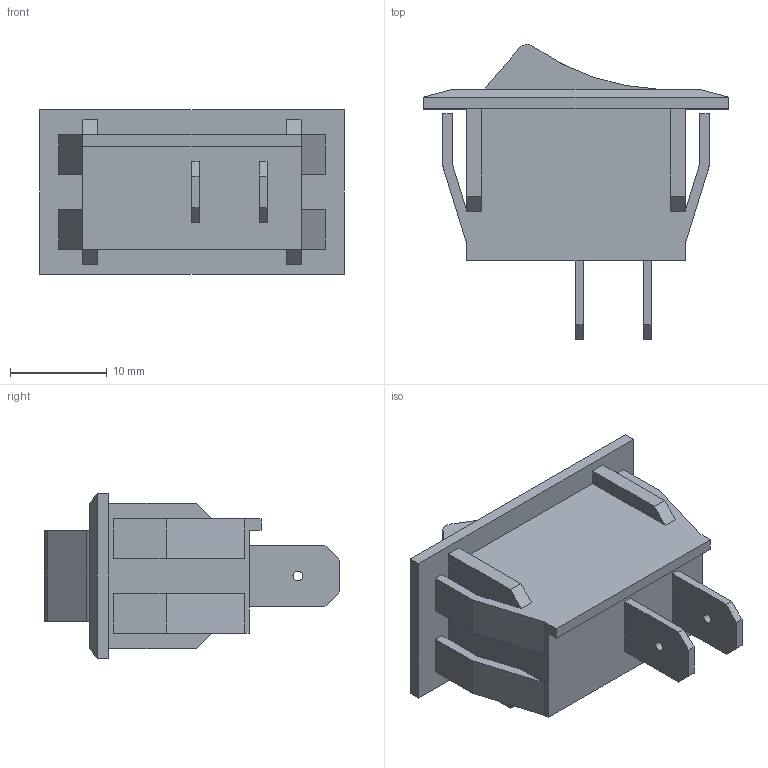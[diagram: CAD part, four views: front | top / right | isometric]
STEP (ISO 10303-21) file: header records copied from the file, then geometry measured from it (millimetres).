
FILE_DESCRIPTION (( 'STEP AP214' ), '1' );
FILE_NAME ('On_Off Switch.step', '2017-10-17T01:08:54', ( '' ), ( '' ), 'SwSTEP 2.0', 'SolidWorks 2017', '' );
FILE_SCHEMA (( 'AUTOMOTIVE_DESIGN' ));
Length unit declared in the file: millimetre
Products named in the file (1): On_Off Switch
Bounding box: 31.4 x 30.44 x 17 mm (x, y, z)
Volume: 5370.5 mm3; surface area: 3687.2 mm2
Topology: 2 solids, 2 shells, 92 faces, 269 edges, 192 vertices
Faces by surface type: plane 77, cylinder 15
Entity records: 3609 total; most frequent: CARTESIAN_POINT 830, ORIENTED_EDGE 538, DIRECTION 467, EDGE_CURVE 269, LINE 221, VECTOR 221, VERTEX_POINT 192, AXIS2_PLACEMENT_3D 123
